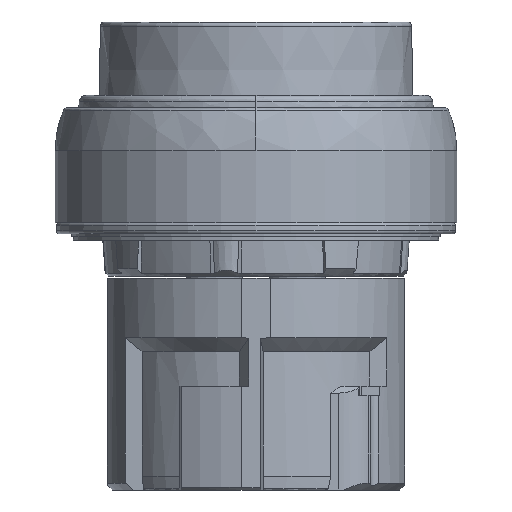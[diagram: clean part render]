
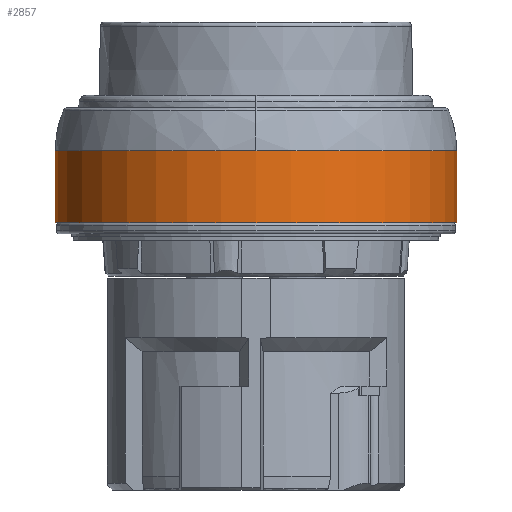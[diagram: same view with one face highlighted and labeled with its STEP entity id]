
A CAD part, left-side view. The second image highlights one B-rep face of the part: STEP entity #2857.
In plain terms, the highlighted cylindrical face has radius 14.5 mm (diameter 29 mm), a partial arc.
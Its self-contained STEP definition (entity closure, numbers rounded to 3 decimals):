
#391=CYLINDRICAL_SURFACE('',#10635,14.5);
#621=FACE_OUTER_BOUND('',#3639,.T.);
#1406=LINE('',#16912,#2067);
#1407=LINE('',#16914,#2068);
#2067=VECTOR('',#12513,1.);
#2068=VECTOR('',#12514,1.);
#2857=ADVANCED_FACE('',(#621),#391,.T.);
#3639=EDGE_LOOP('',(#4968,#4969,#4970,#4971,#4972));
#4968=ORIENTED_EDGE('',*,*,#8581,.F.);
#4969=ORIENTED_EDGE('',*,*,#8540,.T.);
#4970=ORIENTED_EDGE('',*,*,#8544,.F.);
#4971=ORIENTED_EDGE('',*,*,#8582,.T.);
#4972=ORIENTED_EDGE('',*,*,#8583,.T.);
#7151=VERTEX_POINT('',#16518);
#7152=VERTEX_POINT('',#16520);
#7154=VERTEX_POINT('',#16560);
#7173=VERTEX_POINT('',#16913);
#7174=VERTEX_POINT('',#16915);
#8540=EDGE_CURVE('',#7152,#7151,#9840,.T.);
#8544=EDGE_CURVE('',#7154,#7151,#9841,.T.);
#8581=EDGE_CURVE('',#7152,#7173,#1406,.T.);
#8582=EDGE_CURVE('',#7154,#7174,#1407,.T.);
#8583=EDGE_CURVE('',#7174,#7173,#9844,.T.);
#9840=CIRCLE('',#10622,14.5);
#9841=CIRCLE('',#10623,14.5);
#9844=CIRCLE('',#10634,14.5);
#10622=AXIS2_PLACEMENT_3D('',#16519,#12474,#12475);
#10623=AXIS2_PLACEMENT_3D('',#16562,#12476,#12477);
#10634=AXIS2_PLACEMENT_3D('',#16916,#12515,#12516);
#10635=AXIS2_PLACEMENT_3D('',#16917,#12517,#12518);
#12474=DIRECTION('',(0.,0.,-1.));
#12475=DIRECTION('',(-1.,0.,0.));
#12476=DIRECTION('',(0.,0.,1.));
#12477=DIRECTION('',(-1.,0.,0.));
#12513=DIRECTION('',(0.,0.,-1.));
#12514=DIRECTION('',(0.,0.,-1.));
#12515=DIRECTION('',(0.,0.,1.));
#12516=DIRECTION('',(-1.,0.,0.));
#12517=DIRECTION('',(0.,0.,-1.));
#12518=DIRECTION('',(1.,0.,0.));
#16518=CARTESIAN_POINT('',(-26.702,0.055,5.2));
#16519=CARTESIAN_POINT('',(-12.202,0.055,5.2));
#16520=CARTESIAN_POINT('',(-12.202,-14.445,5.2));
#16560=CARTESIAN_POINT('',(-12.202,14.555,5.2));
#16562=CARTESIAN_POINT('',(-12.202,0.055,5.2));
#16912=CARTESIAN_POINT('',(-12.202,-14.445,9.2));
#16913=CARTESIAN_POINT('',(-12.202,-14.445,0.));
#16914=CARTESIAN_POINT('',(-12.202,14.555,9.2));
#16915=CARTESIAN_POINT('',(-12.202,14.555,0.));
#16916=CARTESIAN_POINT('',(-12.202,0.055,0.));
#16917=CARTESIAN_POINT('',(-12.202,0.055,9.2));
